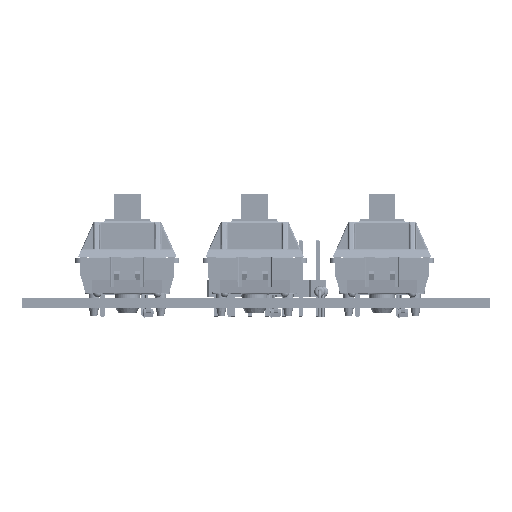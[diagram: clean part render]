
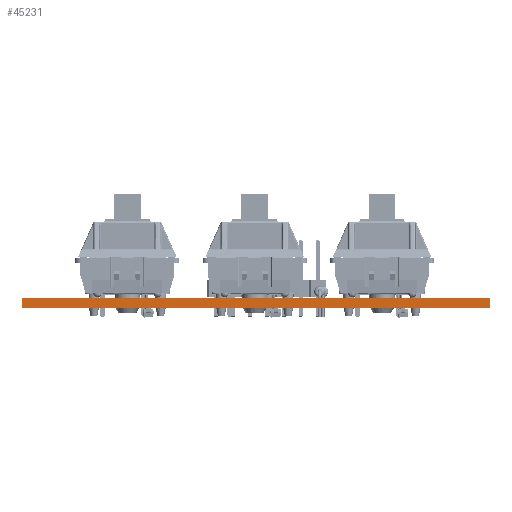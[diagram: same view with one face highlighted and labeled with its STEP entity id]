
A CAD part, front view. The second image highlights one B-rep face of the part: STEP entity #45231.
In plain terms, the highlighted planar face has unit normal (0, -1, 0).
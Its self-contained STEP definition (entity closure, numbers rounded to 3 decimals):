
#45231 = ADVANCED_FACE('',(#45232),#45266,.T.);
#45232 = FACE_BOUND('',#45233,.T.);
#45233 = EDGE_LOOP('',(#45234,#45244,#45252,#45260));
#45234 = ORIENTED_EDGE('',*,*,#45235,.T.);
#45235 = EDGE_CURVE('',#45236,#45238,#45240,.T.);
#45236 = VERTEX_POINT('',#45237);
#45237 = CARTESIAN_POINT('',(70.,-100.,0.));
#45238 = VERTEX_POINT('',#45239);
#45239 = CARTESIAN_POINT('',(70.,-100.,1.51));
#45240 = LINE('',#45241,#45242);
#45241 = CARTESIAN_POINT('',(70.,-100.,0.));
#45242 = VECTOR('',#45243,1.);
#45243 = DIRECTION('',(0.,0.,1.));
#45244 = ORIENTED_EDGE('',*,*,#45245,.T.);
#45245 = EDGE_CURVE('',#45238,#45246,#45248,.T.);
#45246 = VERTEX_POINT('',#45247);
#45247 = CARTESIAN_POINT('',(0.,-100.,1.51));
#45248 = LINE('',#45249,#45250);
#45249 = CARTESIAN_POINT('',(70.,-100.,1.51));
#45250 = VECTOR('',#45251,1.);
#45251 = DIRECTION('',(-1.,0.,0.));
#45252 = ORIENTED_EDGE('',*,*,#45253,.F.);
#45253 = EDGE_CURVE('',#45254,#45246,#45256,.T.);
#45254 = VERTEX_POINT('',#45255);
#45255 = CARTESIAN_POINT('',(0.,-100.,0.));
#45256 = LINE('',#45257,#45258);
#45257 = CARTESIAN_POINT('',(0.,-100.,0.));
#45258 = VECTOR('',#45259,1.);
#45259 = DIRECTION('',(0.,0.,1.));
#45260 = ORIENTED_EDGE('',*,*,#45261,.F.);
#45261 = EDGE_CURVE('',#45236,#45254,#45262,.T.);
#45262 = LINE('',#45263,#45264);
#45263 = CARTESIAN_POINT('',(70.,-100.,0.));
#45264 = VECTOR('',#45265,1.);
#45265 = DIRECTION('',(-1.,0.,0.));
#45266 = PLANE('',#45267);
#45267 = AXIS2_PLACEMENT_3D('',#45268,#45269,#45270);
#45268 = CARTESIAN_POINT('',(70.,-100.,0.));
#45269 = DIRECTION('',(0.,-1.,0.));
#45270 = DIRECTION('',(-1.,0.,0.));
